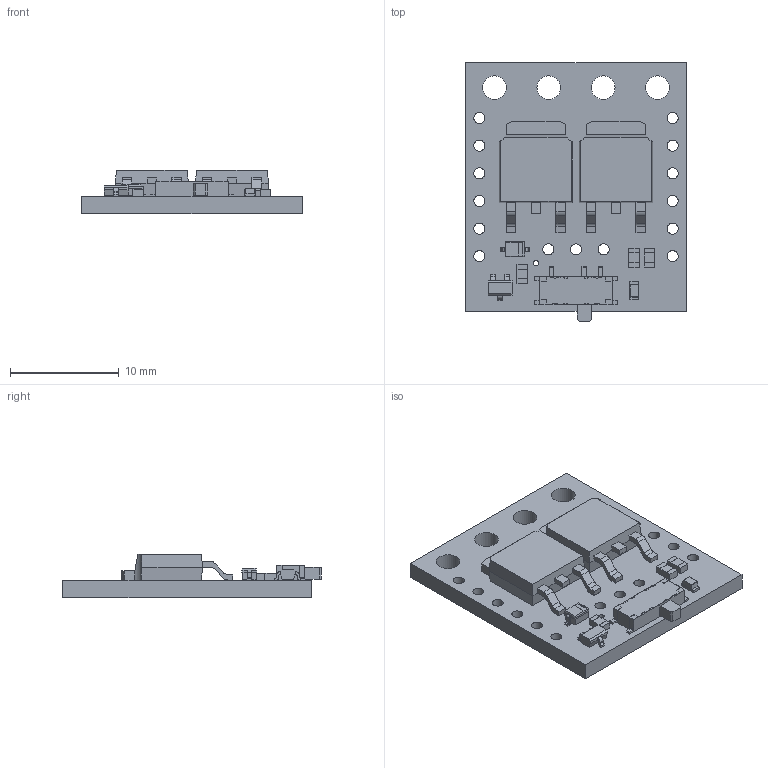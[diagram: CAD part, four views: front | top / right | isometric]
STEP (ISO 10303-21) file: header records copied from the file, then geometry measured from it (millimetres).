
FILE_DESCRIPTION (( 'STEP AP214' ), '1' );
FILE_NAME ('big-mosfet-slide-switch-with-reverse-voltage-protection.step', '2017-07-06T16:35:14', ( '' ), ( '' ), 'SwSTEP 2.0', 'SolidWorks 2016', '' );
FILE_SCHEMA (( 'AUTOMOTIVE_DESIGN' ));
Length unit declared in the file: millimetre
Products named in the file (1): big-mosfet-slide-switch-with-reverse-voltage-protection
Bounding box: 20.32 x 23.75 x 3.96 mm (x, y, z)
Volume: 931.6 mm3; surface area: 1379.2 mm2
Topology: 1 solids, 1 shells, 751 faces, 2046 edges, 1342 vertices
Faces by surface type: plane 488, bspline 146, cylinder 117
Full cylindrical faces by diameter (mm): 0.4 x2, 0.508 x1, 0.9 x2, 1.016 x15, 2.184 x4
Entity records: 36767 total; most frequent: CARTESIAN_POINT 10354, ORIENTED_EDGE 4040, DIRECTION 3146, EDGE_CURVE 2020, LINE 1482, VECTOR 1482, VERTEX_POINT 1340, EDGE_LOOP 876
